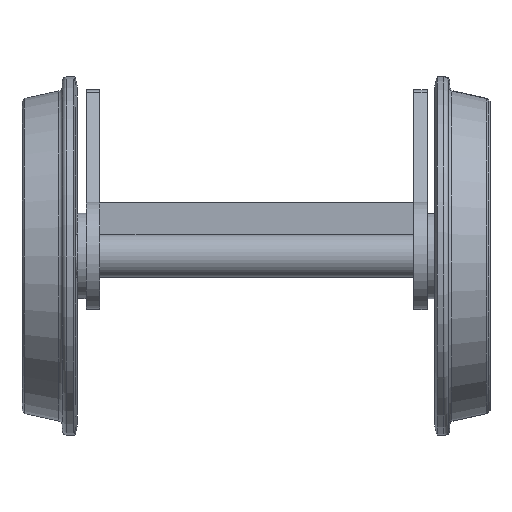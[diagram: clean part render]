
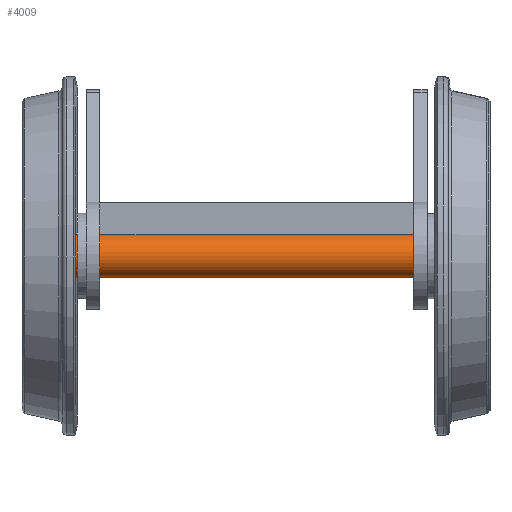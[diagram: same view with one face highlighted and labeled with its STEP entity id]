
A CAD part, front view. The second image highlights one B-rep face of the part: STEP entity #4009.
In plain terms, the highlighted cylindrical face has radius 2.381 mm (diameter 4.763 mm), a full revolution.
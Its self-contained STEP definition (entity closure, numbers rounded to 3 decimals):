
#242=CYLINDRICAL_SURFACE('',#4503,2.381);
#584=CIRCLE('',#4498,2.381);
#586=CIRCLE('',#4501,2.381);
#1540=ORIENTED_EDGE('',*,*,#2224,.F.);
#1541=ORIENTED_EDGE('',*,*,#2222,.T.);
#2222=EDGE_CURVE('',#2612,#2612,#584,.T.);
#2224=EDGE_CURVE('',#2614,#2614,#586,.T.);
#2612=VERTEX_POINT('',#8299);
#2614=VERTEX_POINT('',#8304);
#3308=EDGE_LOOP('',(#1540));
#3309=EDGE_LOOP('',(#1541));
#3638=FACE_BOUND('',#3308,.T.);
#3639=FACE_BOUND('',#3309,.T.);
#4009=ADVANCED_FACE('',(#3638,#3639),#242,.T.);
#4498=AXIS2_PLACEMENT_3D('',#8298,#5465,#5466);
#4501=AXIS2_PLACEMENT_3D('',#8303,#5471,#5472);
#4503=AXIS2_PLACEMENT_3D('',#8307,#5475,#5476);
#5465=DIRECTION('',(1.,0.,0.));
#5466=DIRECTION('',(0.,0.,-1.));
#5471=DIRECTION('',(1.,0.,0.));
#5472=DIRECTION('',(0.,0.,-1.));
#5475=DIRECTION('',(-1.,0.,0.));
#5476=DIRECTION('',(0.,0.,1.));
#8298=CARTESIAN_POINT('',(0.,0.,0.));
#8299=CARTESIAN_POINT('',(0.,0.,-2.381));
#8303=CARTESIAN_POINT('',(40.,0.,0.));
#8304=CARTESIAN_POINT('',(40.,0.,-2.381));
#8307=CARTESIAN_POINT('',(40.,0.,0.));
